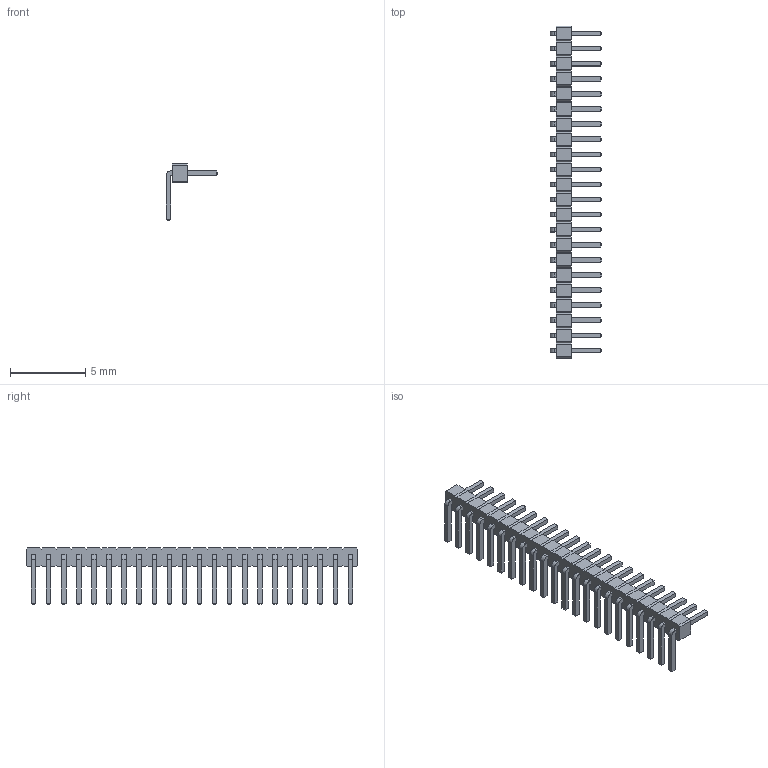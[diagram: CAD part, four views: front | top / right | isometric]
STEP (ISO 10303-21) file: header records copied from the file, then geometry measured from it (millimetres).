
FILE_DESCRIPTION(/* description */ ('model of PinHeader_1x22_P1.00mm_Horizontal'),/* implementation_level */ '2;1');
FILE_NAME(/* name */ 'PinHeader_1x22_P1.00mm_Horizontal.step',/* time_stamp */ '2018-01-24T12:19:46',/* author */ ('kicad StepUp','ksu'),/* organization */ ('FreeCAD'),/* preprocessor_version */ 'OCC',/* originating_system */ 'kicad StepUp',/* authorisation */ '');
FILE_SCHEMA(('AUTOMOTIVE_DESIGN { 1 0 10303 214 1 1 1 1 }'));
Length unit declared in the file: millimetre
Products named in the file (2): PinHeader_1x22_P100mm_Horizontal; Shape0_997940246788
Bounding box: 3.4 x 22 x 3.77 mm (x, y, z)
Volume: 39.9 mm3; surface area: 272.9 mm2
Topology: 23 solids, 23 shells, 510 faces, 1216 edges, 752 vertices
Faces by surface type: plane 488, cylinder 22
Entity records: 9200 total; most frequent: ORIENTED_EDGE 1836, CARTESIAN_POINT 1427, EDGE_CURVE 1216, LINE 1172, VERTEX_POINT 752, AXIS2_PLACEMENT_3D 555, ADVANCED_FACE 510, FACE_BOUND 510
